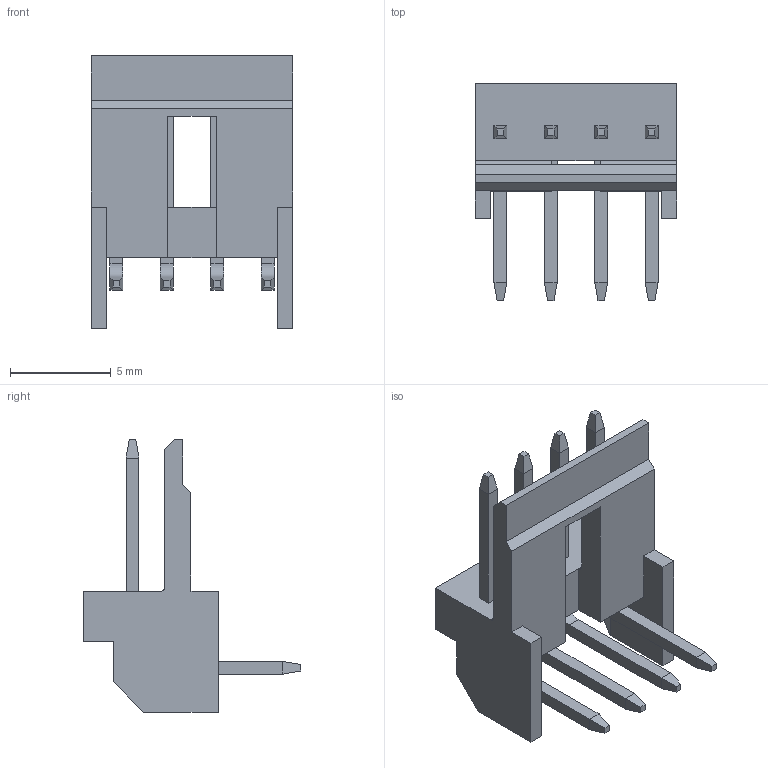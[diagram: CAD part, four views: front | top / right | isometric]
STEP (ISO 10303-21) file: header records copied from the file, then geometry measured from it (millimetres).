
FILE_DESCRIPTION (( 'STEP AP214' ), '1' );
FILE_NAME ('4-171826-4.STEP', '2024-02-26T08:45:08', ( 'LENOVO' ), ( '' ), 'SwSTEP 2.0', 'SolidWorks 2021', '' );
FILE_SCHEMA (( 'AUTOMOTIVE_DESIGN' ));
Length unit declared in the file: millimetre
Products named in the file (1): 4-171826-4
Bounding box: 10 x 10.8 x 13.5 mm (x, y, z)
Volume: 252.9 mm3; surface area: 606.4 mm2
Topology: 9 solids, 9 shells, 127 faces, 297 edges, 186 vertices
Faces by surface type: plane 117, cylinder 10
Entity records: 3633 total; most frequent: CARTESIAN_POINT 611, ORIENTED_EDGE 594, DIRECTION 573, EDGE_CURVE 297, VECTOR 277, LINE 277, VERTEX_POINT 186, AXIS2_PLACEMENT_3D 148
